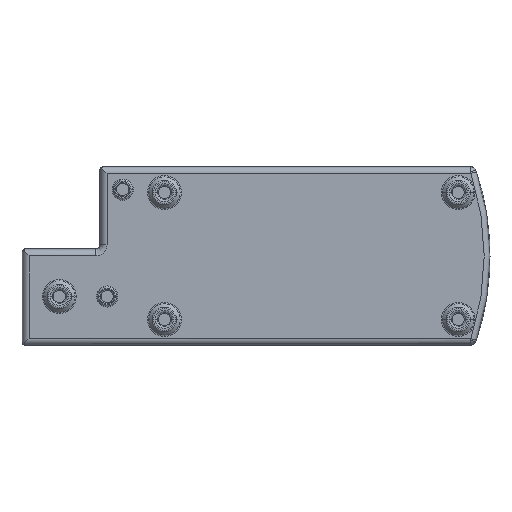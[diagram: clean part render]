
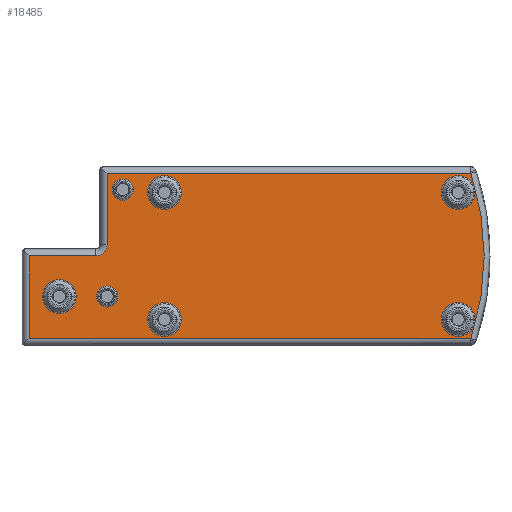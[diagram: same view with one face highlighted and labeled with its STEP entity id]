
A CAD part, front view. The second image highlights one B-rep face of the part: STEP entity #18485.
In plain terms, the highlighted planar face has unit normal (0, -1, 0).
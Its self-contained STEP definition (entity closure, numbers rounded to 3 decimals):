
#2559=CARTESIAN_POINT('',(-46.137,-10.5,0.));
#2560=DIRECTION('',(0.,1.,0.));
#2561=DIRECTION('',(0.949,0.,0.315));
#2562=AXIS2_PLACEMENT_3D('',#2559,#2560,#2561);
#3373=DIRECTION('',(1.,0.,0.));
#3374=VECTOR('',#3373,198.466);
#3375=CARTESIAN_POINT('',(-133.052,-10.5,-37.052));
#3376=LINE('',#3375,#3374);
#3424=DIRECTION('',(0.,0.,-1.));
#3425=VECTOR('',#3424,37.104);
#3426=CARTESIAN_POINT('',(-133.052,-10.5,0.052));
#3427=LINE('',#3426,#3425);
#3452=DIRECTION('',(-1.,0.,0.));
#3453=VECTOR('',#3452,30.001);
#3454=CARTESIAN_POINT('',(-103.051,-10.5,
0.052));
#3455=LINE('',#3454,#3453);
#3527=CARTESIAN_POINT('',(-98.052,-10.5,
5.051));
#3528=CARTESIAN_POINT('',(-98.052,-10.5,
4.866));
#3529=CARTESIAN_POINT('',(-98.072,-10.5,
4.497));
#3530=CARTESIAN_POINT('',(-98.165,-10.5,
3.943));
#3531=CARTESIAN_POINT('',(-98.321,-10.5,
3.402));
#3532=CARTESIAN_POINT('',(-98.536,-10.5,
2.881));
#3533=CARTESIAN_POINT('',(-98.808,-10.5,
2.388));
#3534=CARTESIAN_POINT('',(-99.133,-10.5,
1.929));
#3535=CARTESIAN_POINT('',(-99.508,-10.5,
1.509));
#3536=CARTESIAN_POINT('',(-99.928,-10.5,
1.134));
#3537=CARTESIAN_POINT('',(-100.386,-10.5,
0.809));
#3538=CARTESIAN_POINT('',(-100.879,-10.5,
0.537));
#3539=CARTESIAN_POINT('',(-101.4,-10.5,
0.321));
#3540=CARTESIAN_POINT('',(-101.942,-10.5,
0.166));
#3541=CARTESIAN_POINT('',(-102.497,-10.5,
0.072));
#3542=CARTESIAN_POINT('',(-102.866,-10.5,
0.052));
#3543=CARTESIAN_POINT('',(-103.051,-10.5,
0.052));
#3565=DIRECTION('',(0.,0.,-1.));
#3566=VECTOR('',#3565,32.001);
#3567=CARTESIAN_POINT('',(-98.052,-10.5,37.052));
#3568=LINE('',#3567,#3566);
#3613=DIRECTION('',(-1.,0.,0.));
#3614=VECTOR('',#3613,163.466);
#3615=CARTESIAN_POINT('',(65.414,-10.5,37.052));
#3616=LINE('',#3615,#3614);
#3633=CARTESIAN_POINT('',(-98.,-10.5,-18.2));
#3634=DIRECTION('',(0.,-1.,0.));
#3635=DIRECTION('',(1.,0.,0.));
#3636=AXIS2_PLACEMENT_3D('',#3633,#3634,#3635);
#3648=CARTESIAN_POINT('',(-98.,-10.5,-18.2));
#3649=DIRECTION('',(0.,-1.,0.));
#3650=DIRECTION('',(-1.,0.,0.));
#3651=AXIS2_PLACEMENT_3D('',#3648,#3649,#3650);
#3749=CARTESIAN_POINT('',(-91.,-10.5,29.8));
#3750=DIRECTION('',(0.,-1.,0.));
#3751=DIRECTION('',(1.,0.,0.));
#3752=AXIS2_PLACEMENT_3D('',#3749,#3750,#3751);
#3764=CARTESIAN_POINT('',(-91.,-10.5,29.8));
#3765=DIRECTION('',(0.,-1.,0.));
#3766=DIRECTION('',(-1.,0.,0.));
#3767=AXIS2_PLACEMENT_3D('',#3764,#3765,#3766);
#3865=CARTESIAN_POINT('',(-119.5,-10.5,-18.2));
#3866=DIRECTION('',(0.,-1.,0.));
#3867=DIRECTION('',(1.,0.,0.));
#3868=AXIS2_PLACEMENT_3D('',#3865,#3866,#3867);
#3880=CARTESIAN_POINT('',(-119.5,-10.5,-18.2));
#3881=DIRECTION('',(0.,-1.,0.));
#3882=DIRECTION('',(-1.,0.,0.));
#3883=AXIS2_PLACEMENT_3D('',#3880,#3881,#3882);
#4001=CARTESIAN_POINT('',(-72.282,-10.5,-28.5));
#4002=DIRECTION('',(0.,-1.,0.));
#4003=DIRECTION('',(1.,0.,0.));
#4004=AXIS2_PLACEMENT_3D('',#4001,#4002,#4003);
#4016=CARTESIAN_POINT('',(-72.282,-10.5,-28.5));
#4017=DIRECTION('',(0.,-1.,0.));
#4018=DIRECTION('',(-1.,0.,0.));
#4019=AXIS2_PLACEMENT_3D('',#4016,#4017,#4018);
#4137=CARTESIAN_POINT('',(-72.282,-10.5,28.5));
#4138=DIRECTION('',(0.,-1.,0.));
#4139=DIRECTION('',(1.,0.,0.));
#4140=AXIS2_PLACEMENT_3D('',#4137,#4138,#4139);
#4152=CARTESIAN_POINT('',(-72.282,-10.5,28.5));
#4153=DIRECTION('',(0.,-1.,0.));
#4154=DIRECTION('',(-1.,0.,0.));
#4155=AXIS2_PLACEMENT_3D('',#4152,#4153,#4154);
#4273=CARTESIAN_POINT('',(59.718,-10.5,-28.5));
#4274=DIRECTION('',(0.,-1.,0.));
#4275=DIRECTION('',(1.,0.,0.));
#4276=AXIS2_PLACEMENT_3D('',#4273,#4274,#4275);
#4288=CARTESIAN_POINT('',(59.718,-10.5,-28.5));
#4289=DIRECTION('',(0.,-1.,0.));
#4290=DIRECTION('',(-1.,0.,0.));
#4291=AXIS2_PLACEMENT_3D('',#4288,#4289,#4290);
#4409=CARTESIAN_POINT('',(59.718,-10.5,28.5));
#4410=DIRECTION('',(0.,-1.,0.));
#4411=DIRECTION('',(-1.,0.,0.));
#4412=AXIS2_PLACEMENT_3D('',#4409,#4410,#4411);
#4424=CARTESIAN_POINT('',(59.718,-10.5,28.5));
#4425=DIRECTION('',(0.,-1.,0.));
#4426=DIRECTION('',(1.,0.,0.));
#4427=AXIS2_PLACEMENT_3D('',#4424,#4425,#4426);
#11893=CARTESIAN_POINT('',(-93.25,-10.5,-18.2));
#11894=CARTESIAN_POINT('',(-102.75,-10.5,-18.2));
#11895=VERTEX_POINT('',#11893);
#11896=VERTEX_POINT('',#11894);
#11901=CARTESIAN_POINT('',(-86.25,-10.5,29.8));
#11902=CARTESIAN_POINT('',(-95.75,-10.5,29.8));
#11903=VERTEX_POINT('',#11901);
#11904=VERTEX_POINT('',#11902);
#11971=CARTESIAN_POINT('',(-133.052,-10.5,0.052));
#11972=CARTESIAN_POINT('',(-133.052,-10.5,-37.052));
#11973=VERTEX_POINT('',#11971);
#11974=VERTEX_POINT('',#11972);
#11980=CARTESIAN_POINT('',(-103.051,-10.5,
0.052));
#11981=VERTEX_POINT('',#11980);
#11985=VERTEX_POINT('',#3527);
#11987=CARTESIAN_POINT('',(-98.052,-10.5,37.052));
#11988=VERTEX_POINT('',#11987);
#12046=CARTESIAN_POINT('',(65.414,-10.5,37.052));
#12047=CARTESIAN_POINT('',(65.414,-10.5,-37.052));
#12048=VERTEX_POINT('',#12046);
#12049=VERTEX_POINT('',#12047);
#12050=CARTESIAN_POINT('',(-111.919,-10.5,-18.2));
#12051=CARTESIAN_POINT('',(-127.081,-10.5,-18.2));
#12052=VERTEX_POINT('',#12050);
#12053=VERTEX_POINT('',#12051);
#12058=CARTESIAN_POINT('',(-64.7,-10.5,-28.5));
#12059=CARTESIAN_POINT('',(-79.863,-10.5,-28.5));
#12060=VERTEX_POINT('',#12058);
#12061=VERTEX_POINT('',#12059);
#12066=CARTESIAN_POINT('',(-64.7,-10.5,28.5));
#12067=CARTESIAN_POINT('',(-79.863,-10.5,28.5));
#12068=VERTEX_POINT('',#12066);
#12069=VERTEX_POINT('',#12067);
#12074=CARTESIAN_POINT('',(67.3,-10.5,-28.5));
#12075=CARTESIAN_POINT('',(52.137,-10.5,-28.5));
#12076=VERTEX_POINT('',#12074);
#12077=VERTEX_POINT('',#12075);
#12082=CARTESIAN_POINT('',(52.137,-10.5,28.5));
#12083=CARTESIAN_POINT('',(67.3,-10.5,28.5));
#12084=VERTEX_POINT('',#12082);
#12085=VERTEX_POINT('',#12083);
#18425=CARTESIAN_POINT('',(67.,-10.5,-40.));
#18426=DIRECTION('',(0.,-1.,0.));
#18427=DIRECTION('',(1.,0.,0.));
#18428=AXIS2_PLACEMENT_3D('',#18425,#18426,#18427);
#18429=PLANE('',#18428);
#18430=ORIENTED_EDGE('',*,*,#16911,.T.);
#18431=ORIENTED_EDGE('',*,*,#18311,.F.);
#18432=ORIENTED_EDGE('',*,*,#18405,.F.);
#18434=ORIENTED_EDGE('',*,*,#18433,.F.);
#18436=ORIENTED_EDGE('',*,*,#18435,.F.);
#18438=ORIENTED_EDGE('',*,*,#18437,.F.);
#18440=ORIENTED_EDGE('',*,*,#18439,.F.);
#18441=EDGE_LOOP('',(#18430,#18431,#18432,#18434,#18436,#18438,#18440));
#18442=FACE_OUTER_BOUND('',#18441,.F.);
#18444=ORIENTED_EDGE('',*,*,#18443,.T.);
#18446=ORIENTED_EDGE('',*,*,#18445,.T.);
#18447=EDGE_LOOP('',(#18444,#18446));
#18448=FACE_BOUND('',#18447,.F.);
#18450=ORIENTED_EDGE('',*,*,#18449,.T.);
#18452=ORIENTED_EDGE('',*,*,#18451,.T.);
#18453=EDGE_LOOP('',(#18450,#18452));
#18454=FACE_BOUND('',#18453,.F.);
#18456=ORIENTED_EDGE('',*,*,#18455,.T.);
#18458=ORIENTED_EDGE('',*,*,#18457,.T.);
#18459=EDGE_LOOP('',(#18456,#18458));
#18460=FACE_BOUND('',#18459,.F.);
#18462=ORIENTED_EDGE('',*,*,#18461,.T.);
#18464=ORIENTED_EDGE('',*,*,#18463,.T.);
#18465=EDGE_LOOP('',(#18462,#18464));
#18466=FACE_BOUND('',#18465,.F.);
#18468=ORIENTED_EDGE('',*,*,#18467,.T.);
#18470=ORIENTED_EDGE('',*,*,#18469,.T.);
#18471=EDGE_LOOP('',(#18468,#18470));
#18472=FACE_BOUND('',#18471,.F.);
#18474=ORIENTED_EDGE('',*,*,#18473,.T.);
#18476=ORIENTED_EDGE('',*,*,#18475,.T.);
#18477=EDGE_LOOP('',(#18474,#18476));
#18478=FACE_BOUND('',#18477,.F.);
#18480=ORIENTED_EDGE('',*,*,#18479,.T.);
#18482=ORIENTED_EDGE('',*,*,#18481,.T.);
#18483=EDGE_LOOP('',(#18480,#18482));
#18484=FACE_BOUND('',#18483,.F.);
#18485=ADVANCED_FACE('',(#18442,#18448,#18454,#18460,#18466,#18472,#18478,
#18484),#18429,.T.);
#2563=CIRCLE('',#2562,117.543);
#3544=B_SPLINE_CURVE_WITH_KNOTS('',3,(#3527,#3528,#3529,#3530,#3531,#3532,#3533,
#3534,#3535,#3536,#3537,#3538,#3539,#3540,#3541,#3542,#3543),.UNSPECIFIED.,.F.,
.F.,(4,1,1,1,1,1,1,1,1,1,1,1,1,1,4),(0.,0.071,0.143,
0.214,0.286,0.357,0.429,0.5,
0.571,0.643,0.714,0.786,
0.857,0.929,1.),.UNSPECIFIED.);
#3637=CIRCLE('',#3636,4.75);
#3652=CIRCLE('',#3651,4.75);
#3753=CIRCLE('',#3752,4.75);
#3768=CIRCLE('',#3767,4.75);
#3869=CIRCLE('',#3868,7.581);
#3884=CIRCLE('',#3883,7.581);
#4005=CIRCLE('',#4004,7.581);
#4020=CIRCLE('',#4019,7.581);
#4141=CIRCLE('',#4140,7.581);
#4156=CIRCLE('',#4155,7.581);
#4277=CIRCLE('',#4276,7.581);
#4292=CIRCLE('',#4291,7.581);
#4413=CIRCLE('',#4412,7.581);
#4428=CIRCLE('',#4427,7.581);
#16911=EDGE_CURVE('',#12048,#12049,#2563,.T.);
#18311=EDGE_CURVE('',#11974,#12049,#3376,.T.);
#18405=EDGE_CURVE('',#11973,#11974,#3427,.T.);
#18433=EDGE_CURVE('',#11981,#11973,#3455,.T.);
#18435=EDGE_CURVE('',#11985,#11981,#3544,.T.);
#18437=EDGE_CURVE('',#11988,#11985,#3568,.T.);
#18439=EDGE_CURVE('',#12048,#11988,#3616,.T.);
#18443=EDGE_CURVE('',#11895,#11896,#3637,.T.);
#18445=EDGE_CURVE('',#11896,#11895,#3652,.T.);
#18449=EDGE_CURVE('',#11903,#11904,#3753,.T.);
#18451=EDGE_CURVE('',#11904,#11903,#3768,.T.);
#18455=EDGE_CURVE('',#12052,#12053,#3869,.T.);
#18457=EDGE_CURVE('',#12053,#12052,#3884,.T.);
#18461=EDGE_CURVE('',#12060,#12061,#4005,.T.);
#18463=EDGE_CURVE('',#12061,#12060,#4020,.T.);
#18467=EDGE_CURVE('',#12068,#12069,#4141,.T.);
#18469=EDGE_CURVE('',#12069,#12068,#4156,.T.);
#18473=EDGE_CURVE('',#12076,#12077,#4277,.T.);
#18475=EDGE_CURVE('',#12077,#12076,#4292,.T.);
#18479=EDGE_CURVE('',#12084,#12085,#4413,.T.);
#18481=EDGE_CURVE('',#12085,#12084,#4428,.T.);
